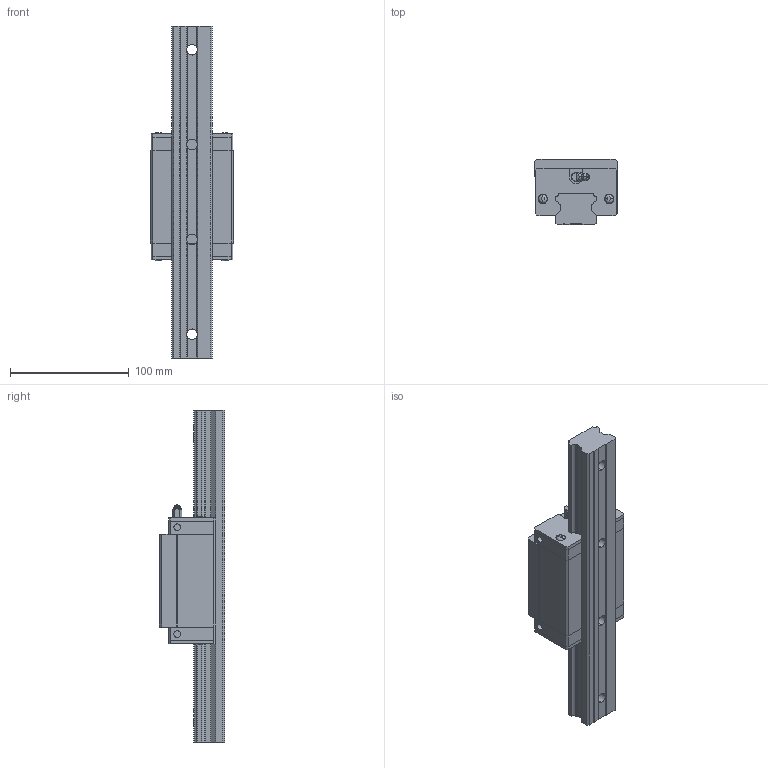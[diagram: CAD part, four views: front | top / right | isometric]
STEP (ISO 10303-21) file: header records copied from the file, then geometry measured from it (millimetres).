
FILE_DESCRIPTION (( 'STEP AP203' ), '1' );
FILE_NAME ('SBI 35 SLS.STEP', '2016-11-25T01:05:31', ( '' ), ( '' ), 'SwSTEP 2.0', 'SolidWorks 2013', '' );
FILE_SCHEMA (( 'CONFIG_CONTROL_DESIGN' ));
Length unit declared in the file: millimetre
Products named in the file (6): DEFAULT_4; A2N; DEFAULT_2; SBI 35 SLS; DEFAULT_3; DEFAULT_1
Assembly tree (7 placements, depth 2):
  SBI 35 SLS
    DEFAULT_1
    DEFAULT_2
    DEFAULT_3  x2
    DEFAULT_4  x2
    A2N
Bounding box: 70 x 55 x 280 mm (x, y, z)
Volume: 485426.9 mm3; surface area: 93632.2 mm2
Topology: 7 solids, 7 shells, 447 faces, 1236 edges, 802 vertices
Faces by surface type: plane 235, cylinder 172, cone 25, torus 8, bspline 7
Full cylindrical faces by diameter (mm): 1 x1
Entity records: 11038 total; most frequent: CARTESIAN_POINT 2137, DIRECTION 1743, ORIENTED_EDGE 1722, EDGE_CURVE 861, AXIS2_PLACEMENT_3D 604, VERTEX_POINT 570, LINE 535, VECTOR 535
